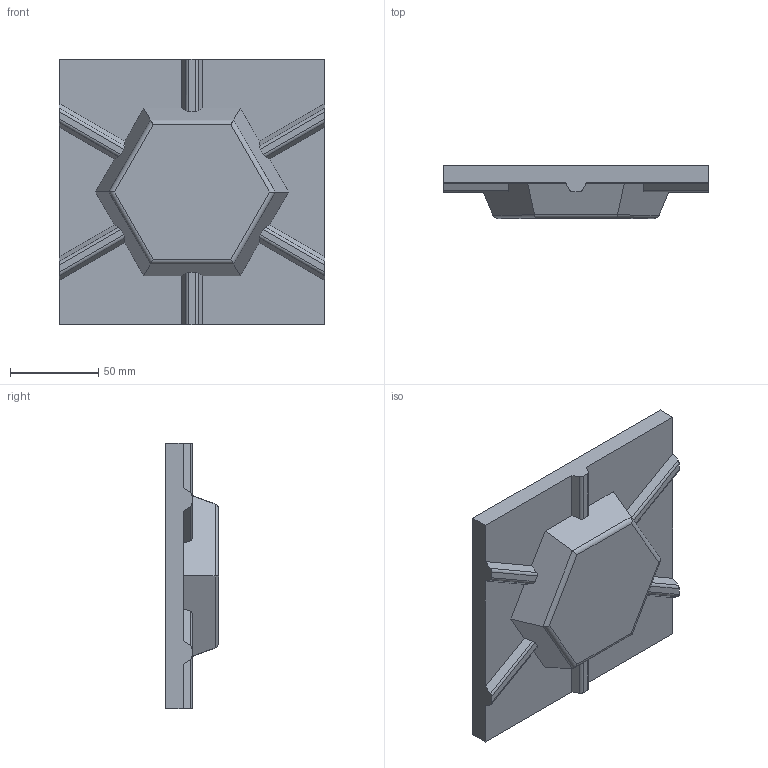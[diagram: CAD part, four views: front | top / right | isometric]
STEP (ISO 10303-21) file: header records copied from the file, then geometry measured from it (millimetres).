
FILE_DESCRIPTION (( 'STEP AP203' ), '1' );
FILE_NAME ('cenicero.STEP', '2017-10-08T16:00:03', ( '' ), ( '' ), 'SwSTEP 2.0', 'SolidWorks 2016', '' );
FILE_SCHEMA (( 'CONFIG_CONTROL_DESIGN' ));
Length unit declared in the file: millimetre
Products named in the file (1): cenicero
Bounding box: 150 x 30 x 150 mm (x, y, z)
Volume: 366352.9 mm3; surface area: 56350.8 mm2
Topology: 1 solids, 1 shells, 54 faces, 150 edges, 98 vertices
Faces by surface type: plane 36, cylinder 18
Entity records: 1767 total; most frequent: CARTESIAN_POINT 381, ORIENTED_EDGE 300, DIRECTION 238, EDGE_CURVE 150, LINE 120, VECTOR 120, VERTEX_POINT 98, AXIS2_PLACEMENT_3D 59
